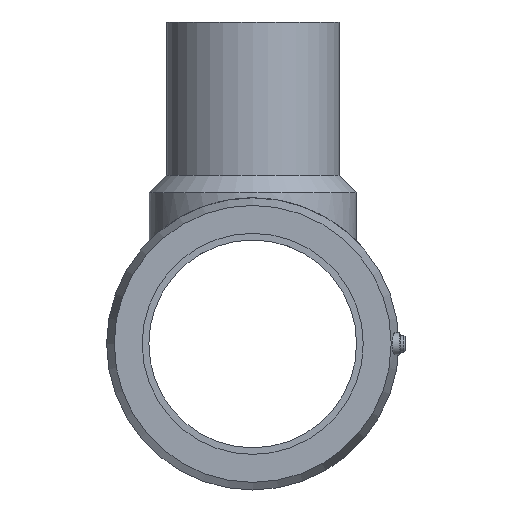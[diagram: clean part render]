
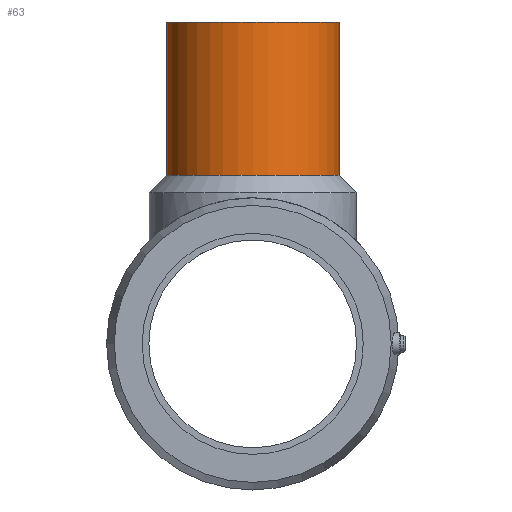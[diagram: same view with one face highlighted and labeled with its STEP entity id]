
A CAD part, left-side view. The second image highlights one B-rep face of the part: STEP entity #63.
In plain terms, the highlighted cylindrical face has radius 62.5 mm (diameter 125 mm), a full revolution.
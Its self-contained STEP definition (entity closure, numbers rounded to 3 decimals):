
#63 = ADVANCED_FACE( '', ( #158, #159 ), #160, .T. );
#158 = FACE_OUTER_BOUND( '', #323, .T. );
#159 = FACE_OUTER_BOUND( '', #324, .T. );
#160 = CYLINDRICAL_SURFACE( '', #325, 62.5 );
#323 = EDGE_LOOP( '', ( #482 ) );
#324 = EDGE_LOOP( '', ( #483 ) );
#325 = AXIS2_PLACEMENT_3D( '', #484, #485, #486 );
#482 = ORIENTED_EDGE( '', *, *, #718, .F. );
#483 = ORIENTED_EDGE( '', *, *, #719, .T. );
#484 = CARTESIAN_POINT( '', ( 185.25, 0., 0. ) );
#485 = DIRECTION( '', ( 0., 0., 1. ) );
#486 = DIRECTION( '', ( -1., 0., 0. ) );
#718 = EDGE_CURVE( '', #797, #797, #798, .T. );
#719 = EDGE_CURVE( '', #799, #799, #800, .T. );
#797 = VERTEX_POINT( '', #916 );
#798 = CIRCLE( '', #917, 62.5 );
#799 = VERTEX_POINT( '', #918 );
#800 = CIRCLE( '', #919, 62.5 );
#916 = CARTESIAN_POINT( '', ( 122.75, 0., 122. ) );
#917 = AXIS2_PLACEMENT_3D( '', #1658, #1659, #1660 );
#918 = CARTESIAN_POINT( '', ( 122.75, 0., 233. ) );
#919 = AXIS2_PLACEMENT_3D( '', #1661, #1662, #1663 );
#1658 = CARTESIAN_POINT( '', ( 185.25, 0., 122. ) );
#1659 = DIRECTION( '', ( 0., 0., -1. ) );
#1660 = DIRECTION( '', ( -1., 0., 0. ) );
#1661 = CARTESIAN_POINT( '', ( 185.25, 0., 233. ) );
#1662 = DIRECTION( '', ( 0., 0., -1. ) );
#1663 = DIRECTION( '', ( -1., 0., 0. ) );
